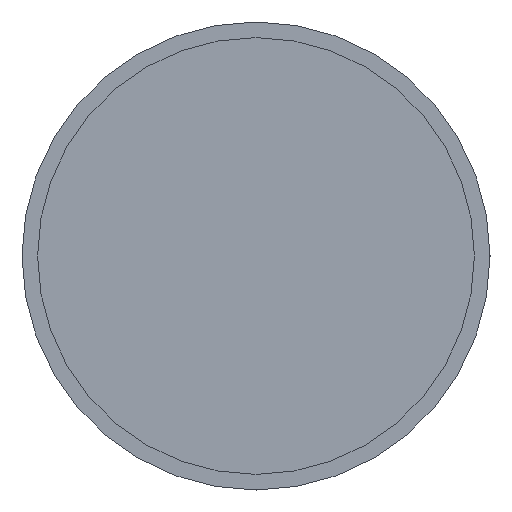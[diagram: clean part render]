
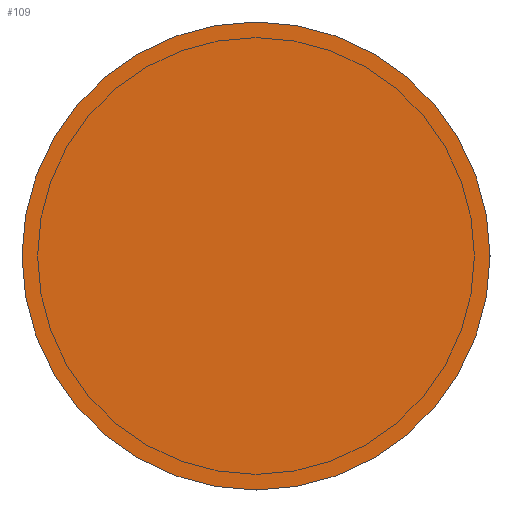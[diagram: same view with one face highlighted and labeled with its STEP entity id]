
A CAD part, front view. The second image highlights one B-rep face of the part: STEP entity #109.
In plain terms, the highlighted planar face has unit normal (0, -1, 0).
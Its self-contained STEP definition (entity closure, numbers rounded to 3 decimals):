
#109=ADVANCED_FACE('',(#131),#122,.F.);
#122=PLANE('',#235);
#131=FACE_OUTER_BOUND('',#147,.T.);
#147=EDGE_LOOP('',(#171));
#171=ORIENTED_EDGE('',*,*,#201,.T.);
#189=VERTEX_POINT('',#328);
#201=EDGE_CURVE('',#189,#189,#213,.T.);
#213=CIRCLE('',#234,1.5);
#234=AXIS2_PLACEMENT_3D('',#327,#278,#279);
#235=AXIS2_PLACEMENT_3D('',#329,#280,#281);
#278=DIRECTION('',(0.,-1.,0.));
#279=DIRECTION('',(0.,0.,1.));
#280=DIRECTION('',(0.,1.,0.));
#281=DIRECTION('',(0.,0.,1.));
#327=CARTESIAN_POINT('',(0.,0.1,0.));
#328=CARTESIAN_POINT('',(0.,0.1,1.5));
#329=CARTESIAN_POINT('',(0.,0.1,0.));
